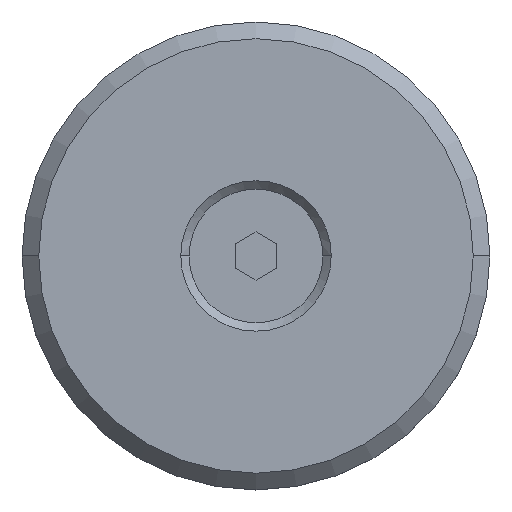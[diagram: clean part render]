
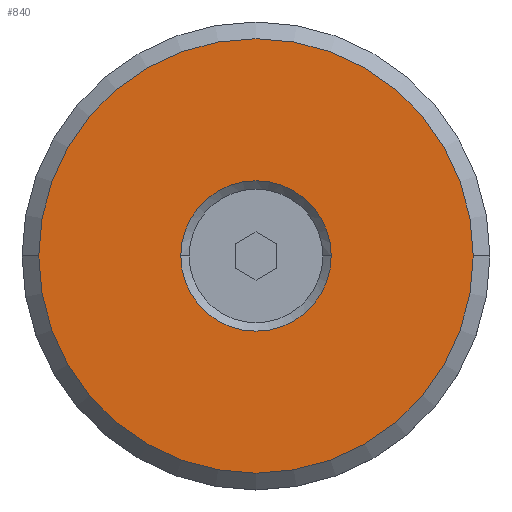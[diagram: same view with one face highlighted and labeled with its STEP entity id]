
A CAD part, top view. The second image highlights one B-rep face of the part: STEP entity #840.
In plain terms, the highlighted planar face has unit normal (0, 0, 1).
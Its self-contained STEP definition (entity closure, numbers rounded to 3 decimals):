
#15 = EDGE_CURVE ( 'NONE', #264, #1240, #1219, .T. ) ;
#34 = AXIS2_PLACEMENT_3D ( 'NONE', #1173, #1167, #1160 ) ;
#139 = ORIENTED_EDGE ( 'NONE', *, *, #1273, .F. ) ;
#165 = DIRECTION ( 'NONE',  ( 1., 0., 0. ) ) ;
#173 = DIRECTION ( 'NONE',  ( 0., 0., 1. ) ) ;
#203 = DIRECTION ( 'NONE',  ( 1., 0., 0. ) ) ;
#204 = ORIENTED_EDGE ( 'NONE', *, *, #15, .T. ) ;
#211 = DIRECTION ( 'NONE',  ( 0., 0., 1. ) ) ;
#212 = VERTEX_POINT ( 'NONE', #447 ) ;
#213 = ORIENTED_EDGE ( 'NONE', *, *, #1263, .T. ) ;
#218 = CARTESIAN_POINT ( 'NONE',  ( 0., 0., 3. ) ) ;
#241 = CARTESIAN_POINT ( 'NONE',  ( 0., 0., 3. ) ) ;
#264 = VERTEX_POINT ( 'NONE', #848 ) ;
#266 = DIRECTION ( 'NONE',  ( 1., 0., 0. ) ) ;
#278 = DIRECTION ( 'NONE',  ( 0., 0., 1. ) ) ;
#361 = CARTESIAN_POINT ( 'NONE',  ( 0., 0., 3. ) ) ;
#371 = CARTESIAN_POINT ( 'NONE',  ( 0., 0., 3. ) ) ;
#447 = CARTESIAN_POINT ( 'NONE',  ( 4.5, 0., 3. ) ) ;
#448 = AXIS2_PLACEMENT_3D ( 'NONE', #371, #1205, #964 ) ;
#499 = FACE_OUTER_BOUND ( 'NONE', #623, .T. ) ;
#515 = EDGE_LOOP ( 'NONE', ( #139, #517 ) ) ;
#517 = ORIENTED_EDGE ( 'NONE', *, *, #1084, .F. ) ;
#543 = CARTESIAN_POINT ( 'NONE',  ( 13., 0., 3. ) ) ;
#561 = FACE_BOUND ( 'NONE', #515, .T. ) ;
#623 = EDGE_LOOP ( 'NONE', ( #204, #213 ) ) ;
#661 = CIRCLE ( 'NONE', #1360, 4.5 ) ;
#840 = ADVANCED_FACE ( 'NONE', ( #499, #561 ), #1231, .T. ) ;
#848 = CARTESIAN_POINT ( 'NONE',  ( -13., 0., 3. ) ) ;
#860 = VERTEX_POINT ( 'NONE', #1080 ) ;
#888 = CIRCLE ( 'NONE', #1265, 4.5 ) ;
#964 = DIRECTION ( 'NONE',  ( 1., 0., 0. ) ) ;
#1080 = CARTESIAN_POINT ( 'NONE',  ( -4.5, 0., 3. ) ) ;
#1084 = EDGE_CURVE ( 'NONE', #860, #212, #661, .T. ) ;
#1160 = DIRECTION ( 'NONE',  ( 1., 0., 0. ) ) ;
#1167 = DIRECTION ( 'NONE',  ( 0., 0., 1. ) ) ;
#1173 = CARTESIAN_POINT ( 'NONE',  ( 0., 4.5, 3. ) ) ;
#1205 = DIRECTION ( 'NONE',  ( 0., 0., 1. ) ) ;
#1219 = CIRCLE ( 'NONE', #448, 13. ) ;
#1231 = PLANE ( 'NONE',  #34 ) ;
#1240 = VERTEX_POINT ( 'NONE', #543 ) ;
#1263 = EDGE_CURVE ( 'NONE', #1240, #264, #1327, .T. ) ;
#1265 = AXIS2_PLACEMENT_3D ( 'NONE', #241, #173, #165 ) ;
#1267 = AXIS2_PLACEMENT_3D ( 'NONE', #361, #278, #266 ) ;
#1273 = EDGE_CURVE ( 'NONE', #212, #860, #888, .T. ) ;
#1327 = CIRCLE ( 'NONE', #1267, 13. ) ;
#1360 = AXIS2_PLACEMENT_3D ( 'NONE', #218, #211, #203 ) ;
